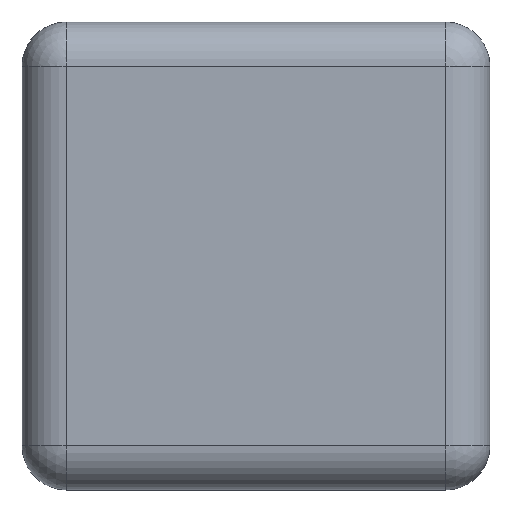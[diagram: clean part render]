
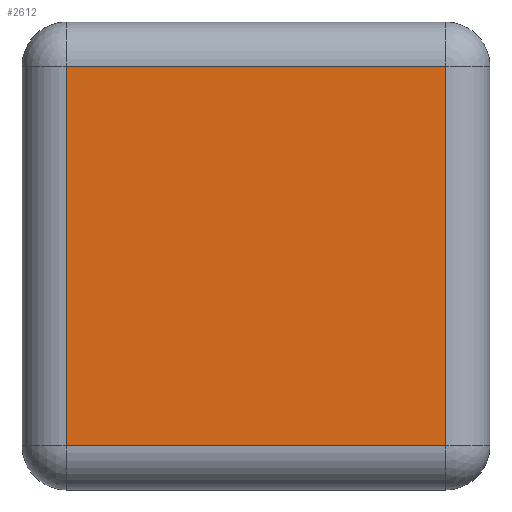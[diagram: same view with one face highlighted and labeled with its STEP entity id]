
A CAD part, front view. The second image highlights one B-rep face of the part: STEP entity #2612.
In plain terms, the highlighted planar face has unit normal (0, -1, 0).
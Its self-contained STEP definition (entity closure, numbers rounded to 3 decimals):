
#258 = ORIENTED_EDGE ( 'NONE', *, *, #39770, .T. ) ;
#592 = FACE_OUTER_BOUND ( 'NONE', #13033, .T. ) ;
#983 = DIRECTION ( 'NONE',  ( 1., 0., 0. ) ) ;
#1912 = DIRECTION ( 'NONE',  ( 0., -1., 0. ) ) ;
#2612 = ADVANCED_FACE ( 'NONE', ( #592 ), #36186, .T. ) ;
#2850 = LINE ( 'NONE', #54676, #55565 ) ;
#4135 = VECTOR ( 'NONE', #6688, 1000. ) ;
#4181 = CARTESIAN_POINT ( 'NONE',  ( 341.912, -349.786, -341.916 ) ) ;
#6688 = DIRECTION ( 'NONE',  ( 0., 0., -1. ) ) ;
#10310 = ORIENTED_EDGE ( 'NONE', *, *, #17945, .T. ) ;
#13033 = EDGE_LOOP ( 'NONE', ( #258, #10310, #45038, #42257 ) ) ;
#15898 = DIRECTION ( 'NONE',  ( 0., 0., 1. ) ) ;
#16455 = VERTEX_POINT ( 'NONE', #55177 ) ;
#17646 = CARTESIAN_POINT ( 'NONE',  ( -341.912, -349.786, 341.916 ) ) ;
#17877 = DIRECTION ( 'NONE',  ( 0., 0., -1. ) ) ;
#17945 = EDGE_CURVE ( 'NONE', #16455, #24658, #30108, .T. ) ;
#19197 = CARTESIAN_POINT ( 'NONE',  ( 0., -349.786, 0. ) ) ;
#21327 = CARTESIAN_POINT ( 'NONE',  ( 0., -349.786, 341.916 ) ) ;
#24658 = VERTEX_POINT ( 'NONE', #17646 ) ;
#29250 = VECTOR ( 'NONE', #52451, 1000. ) ;
#29958 = EDGE_CURVE ( 'NONE', #33926, #50264, #42908, .T. ) ;
#30108 = LINE ( 'NONE', #21327, #29250 ) ;
#30734 = CARTESIAN_POINT ( 'NONE',  ( 0., -349.786, -341.916 ) ) ;
#32008 = CARTESIAN_POINT ( 'NONE',  ( -341.912, -349.786, -341.916 ) ) ;
#32502 = VECTOR ( 'NONE', #983, 1000. ) ;
#33926 = VERTEX_POINT ( 'NONE', #32008 ) ;
#36186 = PLANE ( 'NONE',  #48104 ) ;
#39770 = EDGE_CURVE ( 'NONE', #50264, #16455, #2850, .T. ) ;
#41517 = EDGE_CURVE ( 'NONE', #24658, #33926, #54271, .T. ) ;
#42257 = ORIENTED_EDGE ( 'NONE', *, *, #29958, .T. ) ;
#42908 = LINE ( 'NONE', #30734, #32502 ) ;
#45038 = ORIENTED_EDGE ( 'NONE', *, *, #41517, .T. ) ;
#48104 = AXIS2_PLACEMENT_3D ( 'NONE', #19197, #1912, #17877 ) ;
#49737 = CARTESIAN_POINT ( 'NONE',  ( -341.912, -349.786, 0. ) ) ;
#50264 = VERTEX_POINT ( 'NONE', #4181 ) ;
#52451 = DIRECTION ( 'NONE',  ( -1., 0., 0. ) ) ;
#54271 = LINE ( 'NONE', #49737, #4135 ) ;
#54676 = CARTESIAN_POINT ( 'NONE',  ( 341.912, -349.786, 0. ) ) ;
#55177 = CARTESIAN_POINT ( 'NONE',  ( 341.912, -349.786, 341.916 ) ) ;
#55565 = VECTOR ( 'NONE', #15898, 1000. ) ;
